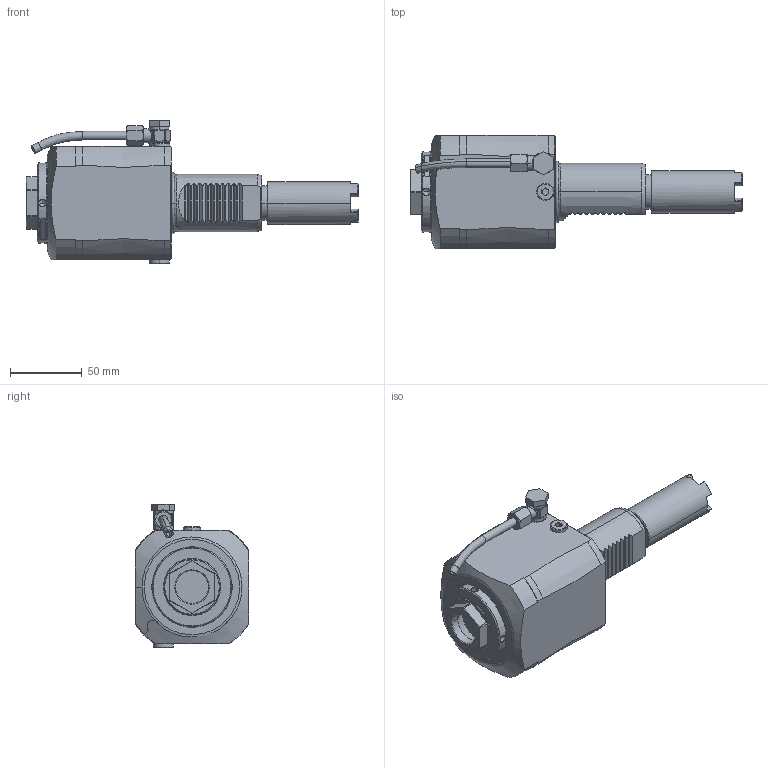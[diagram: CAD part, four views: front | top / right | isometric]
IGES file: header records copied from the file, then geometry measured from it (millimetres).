
Start section:  PTC IGES file: ngt1_40_155_32_3hdc.igs
Global section: file name: ngt1_40_155_32_3hdc.igs; native system: Pro/ENGINEER by Parametric Technology Corporation; preprocessor: 2010280; author: vali; organization: Unknown; date: 20220524.131822; units: millimetre
Bounding box: 231.75 x 79 x 100.4 mm (x, y, z)
Volume: 640732.1 mm3; surface area: 61323.2 mm2
Topology: 2 solids, 3 shells, 419 faces, 1052 edges, 654 vertices
Faces by surface type: bspline 215, revolution 204
